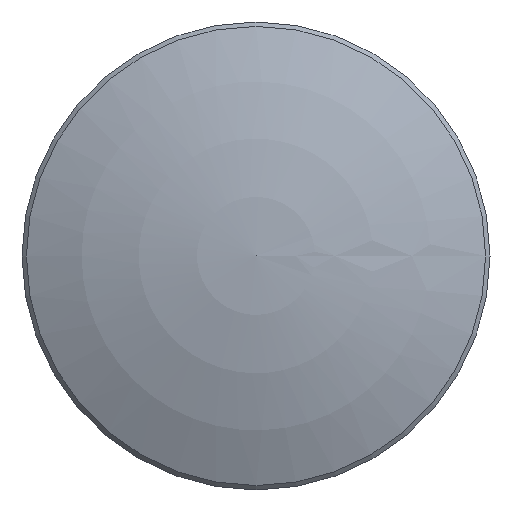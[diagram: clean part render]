
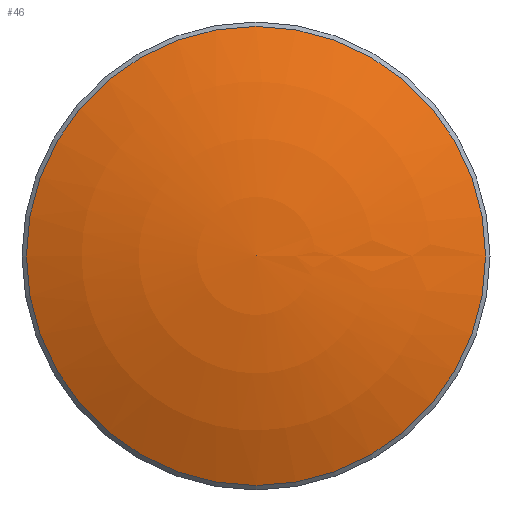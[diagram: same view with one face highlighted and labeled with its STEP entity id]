
A CAD part, top view. The second image highlights one B-rep face of the part: STEP entity #46.
In plain terms, the highlighted spherical face has radius 38.997 mm.
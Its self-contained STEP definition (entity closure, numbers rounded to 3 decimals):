
#46 = ADVANCED_FACE( '', ( #94 ), #95, .T. );
#94 = FACE_OUTER_BOUND( '', #139, .T. );
#95 = SPHERICAL_SURFACE( '', #140, 38.997 );
#139 = EDGE_LOOP( '', ( #190 ) );
#140 = AXIS2_PLACEMENT_3D( '', #191, #192, #193 );
#190 = ORIENTED_EDGE( '', *, *, #226, .T. );
#191 = CARTESIAN_POINT( '', ( 0., 0., -29.997 ) );
#192 = DIRECTION( '', ( 0., 0., 1. ) );
#193 = DIRECTION( '', ( 1., 0., 0. ) );
#226 = EDGE_CURVE( '', #253, #253, #254, .T. );
#253 = VERTEX_POINT( '', #281 );
#254 = CIRCLE( '', #282, 15.7 );
#281 = CARTESIAN_POINT( '', ( 15.7, 0., 5.7 ) );
#282 = AXIS2_PLACEMENT_3D( '', #311, #312, #313 );
#311 = CARTESIAN_POINT( '', ( 0., 0., 5.7 ) );
#312 = DIRECTION( '', ( 0., 0., 1. ) );
#313 = DIRECTION( '', ( 1., 0., 0. ) );
